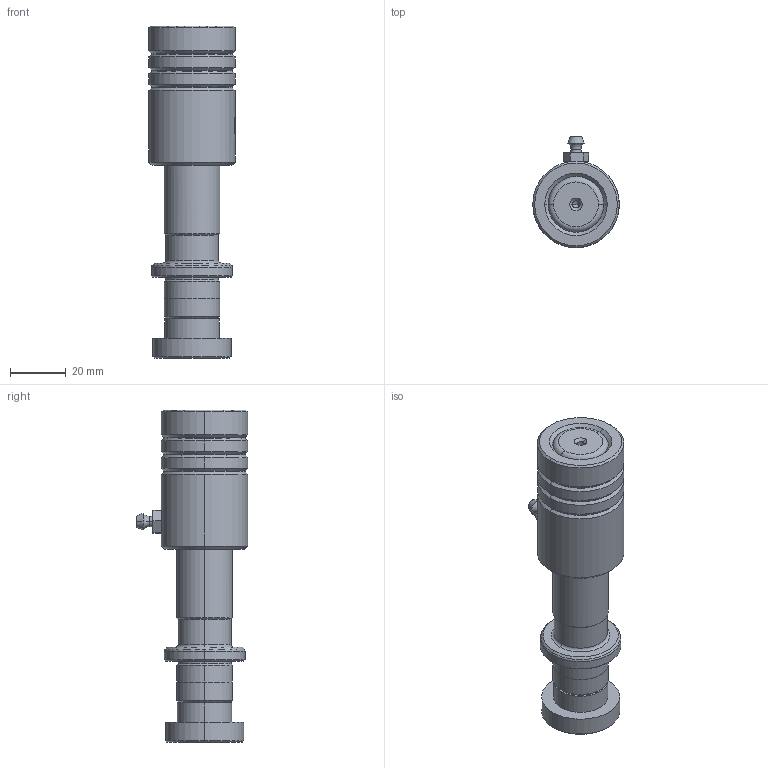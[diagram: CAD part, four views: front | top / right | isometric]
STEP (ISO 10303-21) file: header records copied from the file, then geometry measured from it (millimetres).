
FILE_DESCRIPTION (( 'STEP AP214' ), '1' );
FILE_NAME ('HRD-D20-L90.STEP', '2021-09-27T07:43:45', ( '' ), ( '' ), 'SwSTEP 2.0', 'SolidWorks 2016', '' );
FILE_SCHEMA (( 'AUTOMOTIVE_DESIGN' ));
Length unit declared in the file: millimetre
Products named in the file (12): LXB-D31-d20-L50; HRD-D20-L90; TRP蹟簽D20; TRP-D20-L90; LXB-D31-d20-L50郪蚾; 蛁蚐郲
Assembly tree (7 placements, depth 3):
  HRD-D20-L90
    LXB-D31-d20-L50郪蚾
      LXB-D31-d20-L50
  TRP蹟簽D20
  TRP-D20-L90
  HRD-D20-L90
    TRP-D20-L90
    TRP蹟簽D20
    LXB-D31-d20-L50郪蚾
      LXB-D31-d20-L50
      蛁蚐郲
  蛁蚐郲
Bounding box: 31 x 40 x 119 mm (x, y, z)
Volume: 58690.7 mm3; surface area: 20702.9 mm2
Topology: 4 solids, 4 shells, 175 faces, 389 edges, 235 vertices
Faces by surface type: cylinder 46, cone 42, plane 37, torus 28, bspline 22
Entity records: 9954 total; most frequent: CARTESIAN_POINT 5817, DIRECTION 822, ORIENTED_EDGE 766, EDGE_CURVE 383, AXIS2_PLACEMENT_3D 348, VERTEX_POINT 231, EDGE_LOOP 198, CIRCLE 180
